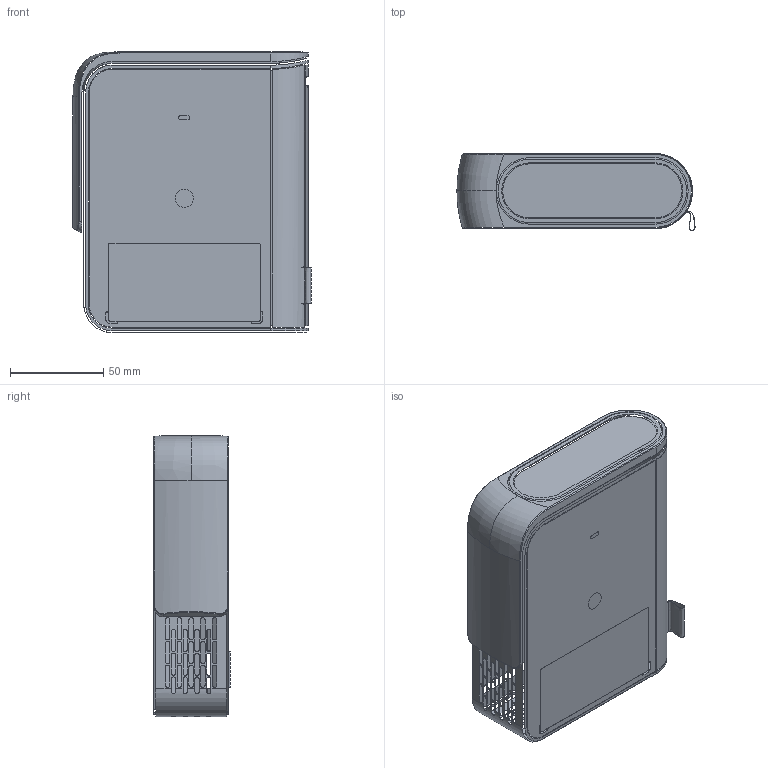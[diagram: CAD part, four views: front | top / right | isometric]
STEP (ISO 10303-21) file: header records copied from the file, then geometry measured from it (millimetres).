
FILE_DESCRIPTION((''),'2;1');
FILE_NAME('_SINGLE','2020-05-26T',('ChenPet'),(''),'PRO/ENGINEER BY PARAMETRIC TECHNOLOGY CORPORATION, 2009440','PRO/ENGINEER BY PARAMETRIC TECHNOLOGY CORPORATION, 2009440','');
FILE_SCHEMA(('CONFIG_CONTROL_DESIGN'));
Length unit declared in the file: millimetre
Products named in the file (1): _SINGLE
Bounding box: 127.5 x 40.94 x 150.55 mm (x, y, z)
Surface area: 55526.8 mm2 (no closed solid volume)
Topology: 0 solids, 11 shells, 31 faces, 881 edges, 846 vertices
Faces by surface type: plane 16, cylinder 11, revolution 2, torus 1, extrusion 1
Entity records: 8791 total; most frequent: CARTESIAN_POINT 2841, DIRECTION 1253, ORIENTED_EDGE 919, EDGE_CURVE 881, VERTEX_POINT 846, AXIS2_PLACEMENT_3D 460, CIRCLE 432, VECTOR 331
